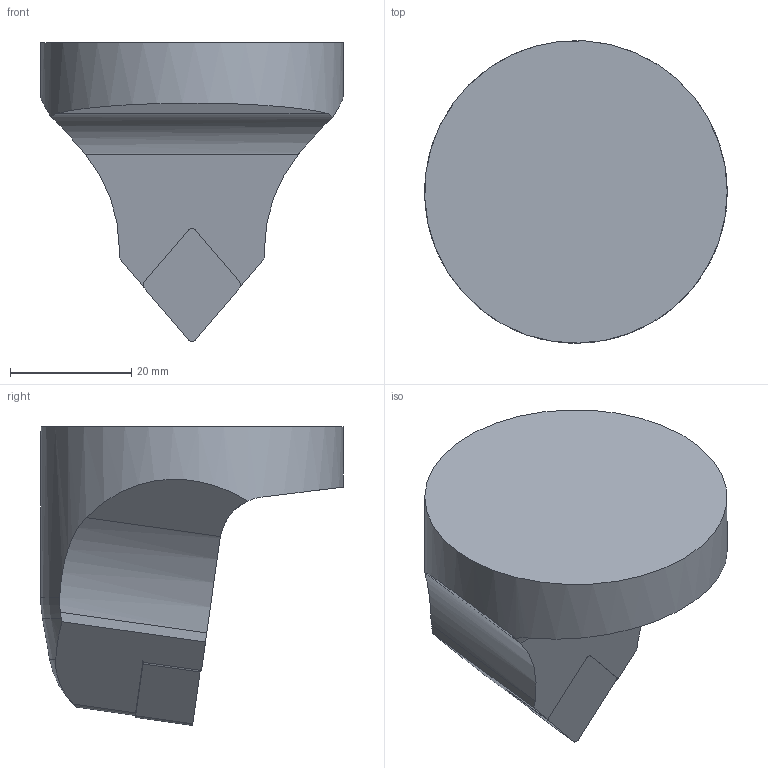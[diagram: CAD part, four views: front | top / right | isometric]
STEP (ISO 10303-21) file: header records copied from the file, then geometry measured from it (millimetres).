
FILE_DESCRIPTION((''),'1');
FILE_NAME('S50-DCLNN-00050-12.stp','2012-12-24T05:30:14',(''),(''),'Spatial Interop R18','Kubotek KeyCreator V8.5.1 (14335)',' ');
FILE_SCHEMA(('CONFIG_CONTROL_DESIGN'));
Length unit declared in the file: millimetre
Products named in the file (1): 1
Bounding box: 49.98 x 50 x 49.39 mm (x, y, z)
Volume: 45431.4 mm3; surface area: 8516.4 mm2
Topology: 1 solids, 1 shells, 37 faces, 103 edges, 68 vertices
Faces by surface type: plane 18, cylinder 14, torus 4, cone 1
Full cylindrical faces by diameter (mm): 50 x1
Entity records: 1388 total; most frequent: CARTESIAN_POINT 384, DIRECTION 208, ORIENTED_EDGE 202, EDGE_CURVE 101, AXIS2_PLACEMENT_3D 81, VERTEX_POINT 67, LINE 46, VECTOR 46
